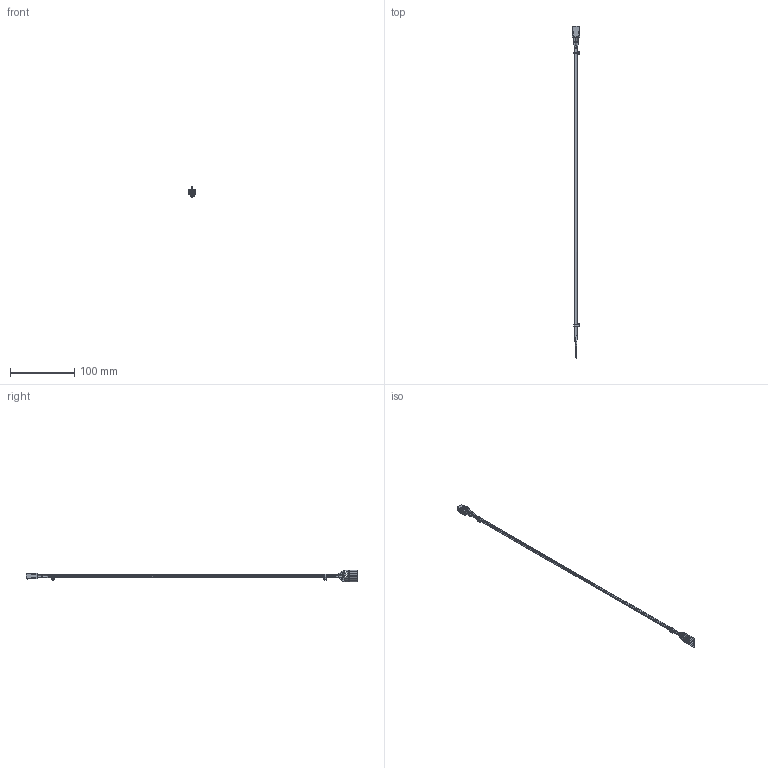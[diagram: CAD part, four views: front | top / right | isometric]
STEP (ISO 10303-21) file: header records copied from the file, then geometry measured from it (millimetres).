
FILE_DESCRIPTION(/* description */ (''),/* implementation_level */ '2;1');
FILE_NAME(/* name */ 'ECM302206RW.stp',/* time_stamp */ '2025-10-21T13:53:48-05:00',/* author */ ('mroman'),/* organization */ (''),/* preprocessor_version */ 'ST-DEVELOPER v18.1',/* originating_system */ 'Autodesk Inventor 2022',/* authorisation */ '');
FILE_SCHEMA (('AUTOMOTIVE_DESIGN { 1 0 10303 214 3 1 1 }'));
Products named in the file (1): ECM302206RW
Bounding box: 11.4 x 517.2 x 17.32 mm (x, y, z)
Volume: 6773.5 mm3; surface area: 17859.2 mm2
Topology: 3 solids, 3 shells, 1503 faces, 4211 edges, 2603 vertices
Faces by surface type: plane 779, cylinder 436, bspline 140, torus 86, sphere 40, cone 22
Full cylindrical faces by diameter (mm): 0.762 x6, 1.575 x32
Entity records: 70482 total; most frequent: CARTESIAN_POINT 32523, ORIENTED_EDGE 8360, DIRECTION 7449, EDGE_CURVE 4180, VERTEX_POINT 2603, LINE 2523, VECTOR 2523, AXIS2_PLACEMENT_3D 2463
